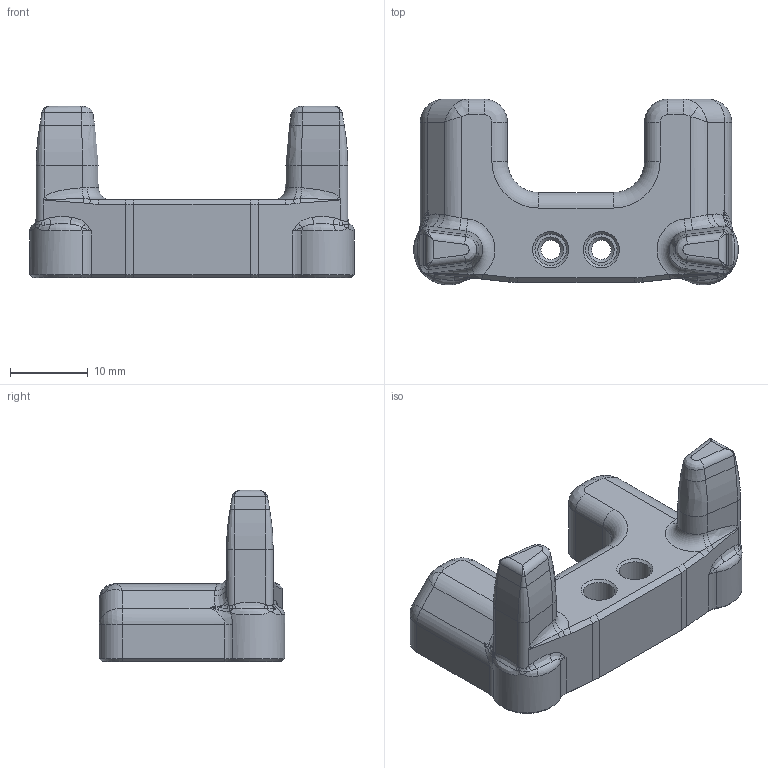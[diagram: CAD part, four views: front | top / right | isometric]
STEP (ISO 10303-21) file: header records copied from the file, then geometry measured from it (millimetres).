
FILE_DESCRIPTION(/* description */ (''),/* implementation_level */ '2;1');
FILE_NAME(/* name */ 'Microswitch dock - 4mm Mangets.step',/* time_stamp */ '2024-09-26T21:17:08+03:00',/* author */ (''),/* organization */ (''),/* preprocessor_version */ 'ST-DEVELOPER v20',/* originating_system */ 'Autodesk Translation Framework v13.14.0.145',/* authorisation */ '');
FILE_SCHEMA (('AUTOMOTIVE_DESIGN { 1 0 10303 214 3 1 1 }'));
Length unit declared in the file: millimetre
Products named in the file (2): Microswitch dock V2 - 4mm Mangets; Microswitch dock - short v1
Assembly tree (1 placements, depth 2):
  Microswitch dock V2 - 4mm Mangets
    Microswitch dock - short v1
Bounding box: 41.68 x 23.85 x 22 mm (x, y, z)
Volume: 6602.9 mm3; surface area: 4247.6 mm2
Topology: 1 solids, 1 shells, 308 faces, 743 edges, 426 vertices
Faces by surface type: cylinder 108, bspline 99, plane 49, cone 40, torus 10, sphere 2
Full cylindrical faces by diameter (mm): 2.5 x44, 3.4 x2, 4.05 x2, 4.8 x4, 6.5 x2
Entity records: 22452 total; most frequent: CARTESIAN_POINT 16056, ORIENTED_EDGE 1448, DIRECTION 1154, EDGE_CURVE 724, AXIS2_PLACEMENT_3D 453, VERTEX_POINT 426, EDGE_LOOP 320, FACE_OUTER_BOUND 308
